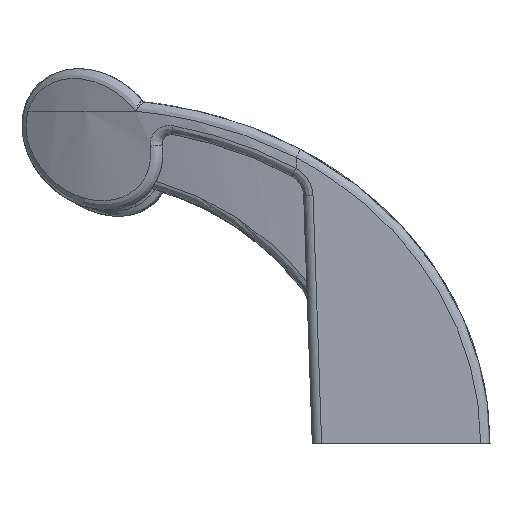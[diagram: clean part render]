
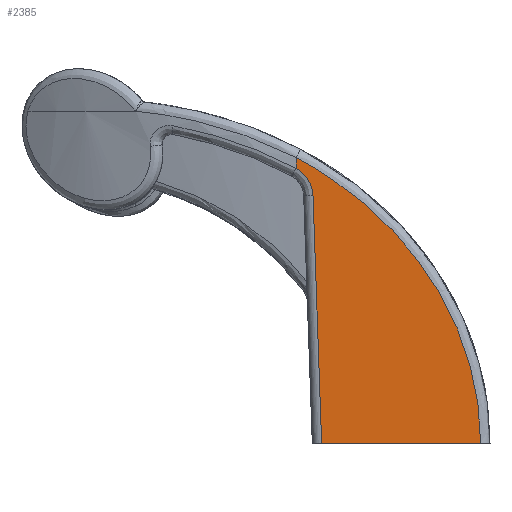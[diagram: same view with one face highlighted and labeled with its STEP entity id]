
A CAD part, left-side view. The second image highlights one B-rep face of the part: STEP entity #2385.
In plain terms, the highlighted planar face has unit normal (-0.999, 0, -0.035).
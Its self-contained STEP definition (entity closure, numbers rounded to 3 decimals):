
#11 = CARTESIAN_POINT ( 'NONE',  ( -118., 2., 0. ) ) ;
#107 = CARTESIAN_POINT ( 'NONE',  ( -118.305, 2.625, 8.742 ) ) ;
#168 = CARTESIAN_POINT ( 'NONE',  ( -118.957, 8.297, 27.402 ) ) ;
#235 = CARTESIAN_POINT ( 'NONE',  ( -119.369, 15.434, 39.19 ) ) ;
#297 = CARTESIAN_POINT ( 'NONE',  ( -119.753, 25.699, 50.203 ) ) ;
#767 = EDGE_CURVE ( 'NONE', #11756, #1501, #3540, .T. ) ;
#972 = DIRECTION ( 'NONE',  ( 0., -1., 0. ) ) ;
#1355 = DIRECTION ( 'NONE',  ( 0.035, 0., -0.999 ) ) ;
#1379 = ORIENTED_EDGE ( 'NONE', *, *, #5299, .T. ) ;
#1501 = VERTEX_POINT ( 'NONE', #11 ) ;
#1523 = CARTESIAN_POINT ( 'NONE',  ( -118.326, 2.713, 9.338 ) ) ;
#1593 = CARTESIAN_POINT ( 'NONE',  ( -118.965, 8.406, 27.629 ) ) ;
#1654 = CARTESIAN_POINT ( 'NONE',  ( -119.482, 18.068, 42.437 ) ) ;
#1714 = CARTESIAN_POINT ( 'NONE',  ( -119.792, 26.958, 51.31 ) ) ;
#1921 = CARTESIAN_POINT ( 'NONE',  ( -120.011, 39.261, 57.587 ) ) ;
#2385 = ADVANCED_FACE ( 'NONE', ( #17590 ), #3190, .T. ) ;
#2741 = CARTESIAN_POINT ( 'NONE',  ( -118., 41.475, 0. ) ) ;
#2872 =( BOUNDED_CURVE ( )  B_SPLINE_CURVE ( 3, ( #6217, #1921, #4771, #16223 ),
 .UNSPECIFIED., .F., .F. ) 
 B_SPLINE_CURVE_WITH_KNOTS ( ( 4, 4 ),
 ( 0.502, 1.536 ),
 .UNSPECIFIED. ) 
 CURVE ( )  GEOMETRIC_REPRESENTATION_ITEM ( )  RATIONAL_B_SPLINE_CURVE ( ( 1., 0.913, 0.913, 1. ) ) 
 REPRESENTATION_ITEM ( '' )  );
#2962 = CARTESIAN_POINT ( 'NONE',  ( -118.469, 3.44, 13.431 ) ) ;
#3021 = CARTESIAN_POINT ( 'NONE',  ( -119.017, 9.136, 29.137 ) ) ;
#3087 = CARTESIAN_POINT ( 'NONE',  ( -119.508, 18.721, 43.195 ) ) ;
#3150 = CARTESIAN_POINT ( 'NONE',  ( -119.903, 31.005, 54.495 ) ) ;
#3190 = PLANE ( 'NONE',  #13272 ) ;
#3540 = LINE ( 'NONE', #17281, #14470 ) ;
#4030 = VECTOR ( 'NONE', #1355, 1000. ) ;
#4335 = CARTESIAN_POINT ( 'NONE',  ( -118., 2., 0. ) ) ;
#4397 = CARTESIAN_POINT ( 'NONE',  ( -118.603, 4.445, 17.274 ) ) ;
#4461 = CARTESIAN_POINT ( 'NONE',  ( -119.174, 11.662, 33.61 ) ) ;
#4484 = LINE ( 'NONE', #2741, #4030 ) ;
#4516 = CARTESIAN_POINT ( 'NONE',  ( -119.561, 20.036, 44.687 ) ) ;
#4572 = CARTESIAN_POINT ( 'NONE',  ( -119.944, 32.629, 55.655 ) ) ;
#4613 = DIRECTION ( 'NONE',  ( -0.999, 0., -0.035 ) ) ;
#4616 = EDGE_LOOP ( 'NONE', ( #18042, #1379, #7698, #8007, #11770 ) ) ;
#4771 = CARTESIAN_POINT ( 'NONE',  ( -119.936, 37.937, 55.435 ) ) ;
#5299 = EDGE_CURVE ( 'NONE', #10933, #8608, #2872, .T. ) ;
#5815 = CARTESIAN_POINT ( 'NONE',  ( -118.71, 5.386, 20.32 ) ) ;
#5879 = CARTESIAN_POINT ( 'NONE',  ( -119.235, 12.786, 35.371 ) ) ;
#5945 = CARTESIAN_POINT ( 'NONE',  ( -119.689, 23.687, 48.376 ) ) ;
#6008 = CARTESIAN_POINT ( 'NONE',  ( -119.956, 33.123, 55.999 ) ) ;
#6217 = CARTESIAN_POINT ( 'NONE',  ( -120.053, 41.475, 58.802 ) ) ;
#6609 = B_SPLINE_CURVE_WITH_KNOTS ( 'NONE', 3,
 ( #4335, #12876, #7185, #17195, #8614, #107, #10059, #1523, #11488, #2962, #12941, #4397, #14373, #5815, #15815, #7249, #17252, #8679, #168, #10122, #1593, #11557, #3021, #13009, #4461, #14439, #5879, #15889, #7312, #17317, #8743, #235, #10182, #1654, #11622, #3087, #13067, #4516, #14501, #5945, #15947, #7375, #17378, #8806, #297, #10251, #1714, #11685, #3150, #13129, #4572, #14565, #6008, #16014, #7431, #17447 ),
 .UNSPECIFIED., .F., .F.,
 ( 4, 1, 1, 1, 2, 2, 1, 2, 2, 1, 1, 1, 1, 1, 2, 2, 1, 1, 1, 1, 2, 2, 1, 1, 1, 2, 2, 1, 1, 1, 1, 1, 2, 2, 1, 1, 1, 2, 2, 4 ),
 ( 0., 0.062, 0.094, 0.109, 0.117, 0.125, 0.187, 0.219, 0.25, 0.312, 0.344, 0.359, 0.367, 0.371, 0.373, 0.375, 0.437, 0.469, 0.484, 0.492, 0.496, 0.5, 0.562, 0.594, 0.609, 0.617, 0.625, 0.687, 0.719, 0.734, 0.742, 0.746, 0.748, 0.75, 0.812, 0.844, 0.859, 0.867, 0.875, 1. ),
 .UNSPECIFIED. ) ;
#7185 = CARTESIAN_POINT ( 'NONE',  ( -118.139, 2.096, 3.985 ) ) ;
#7249 = CARTESIAN_POINT ( 'NONE',  ( -118.879, 7.269, 25.163 ) ) ;
#7312 = CARTESIAN_POINT ( 'NONE',  ( -119.25, 13.061, 35.787 ) ) ;
#7375 = CARTESIAN_POINT ( 'NONE',  ( -119.739, 25.246, 49.801 ) ) ;
#7431 = CARTESIAN_POINT ( 'NONE',  ( -120.08, 38.63, 59.555 ) ) ;
#7698 = ORIENTED_EDGE ( 'NONE', *, *, #8408, .T. ) ;
#8007 = ORIENTED_EDGE ( 'NONE', *, *, #767, .T. ) ;
#8408 = EDGE_CURVE ( 'NONE', #8608, #11756, #9195, .T. ) ;
#8608 = VERTEX_POINT ( 'NONE', #16910 ) ;
#8614 = CARTESIAN_POINT ( 'NONE',  ( -118.285, 2.541, 8.149 ) ) ;
#8679 = CARTESIAN_POINT ( 'NONE',  ( -118.946, 8.146, 27.084 ) ) ;
#8743 = CARTESIAN_POINT ( 'NONE',  ( -119.301, 14.049, 37.264 ) ) ;
#8806 = CARTESIAN_POINT ( 'NONE',  ( -119.751, 25.623, 50.136 ) ) ;
#9195 = LINE ( 'NONE', #16670, #12552 ) ;
#9610 = EDGE_CURVE ( 'NONE', #1501, #13211, #6609, .T. ) ;
#10059 = CARTESIAN_POINT ( 'NONE',  ( -118.319, 2.683, 9.138 ) ) ;
#10122 = CARTESIAN_POINT ( 'NONE',  ( -118.962, 8.362, 27.539 ) ) ;
#10182 = CARTESIAN_POINT ( 'NONE',  ( -119.445, 17.17, 41.367 ) ) ;
#10251 = CARTESIAN_POINT ( 'NONE',  ( -119.754, 25.738, 50.237 ) ) ;
#10933 = VERTEX_POINT ( 'NONE', #11582 ) ;
#11488 = CARTESIAN_POINT ( 'NONE',  ( -118.388, 2.987, 11.099 ) ) ;
#11557 = CARTESIAN_POINT ( 'NONE',  ( -118.966, 8.429, 27.676 ) ) ;
#11582 = CARTESIAN_POINT ( 'NONE',  ( -120.053, 41.475, 58.802 ) ) ;
#11622 = CARTESIAN_POINT ( 'NONE',  ( -119.498, 18.459, 42.892 ) ) ;
#11685 = CARTESIAN_POINT ( 'NONE',  ( -119.845, 28.784, 52.821 ) ) ;
#11756 = VERTEX_POINT ( 'NONE', #15445 ) ;
#11770 = ORIENTED_EDGE ( 'NONE', *, *, #9610, .T. ) ;
#12406 = DIRECTION ( 'NONE',  ( 0.035, -0.035, -0.999 ) ) ;
#12552 = VECTOR ( 'NONE', #12406, 1000. ) ;
#12876 = CARTESIAN_POINT ( 'NONE',  ( -118.056, 2.002, 1.596 ) ) ;
#12941 = CARTESIAN_POINT ( 'NONE',  ( -118.55, 4.025, 15.74 ) ) ;
#13009 = CARTESIAN_POINT ( 'NONE',  ( -119.091, 10.24, 31.228 ) ) ;
#13067 = CARTESIAN_POINT ( 'NONE',  ( -119.514, 18.855, 43.347 ) ) ;
#13129 = CARTESIAN_POINT ( 'NONE',  ( -119.931, 32.138, 55.311 ) ) ;
#13211 = VERTEX_POINT ( 'NONE', #17261 ) ;
#13272 = AXIS2_PLACEMENT_3D ( 'NONE', #14541, #4613, #14608 ) ;
#14373 = CARTESIAN_POINT ( 'NONE',  ( -118.63, 4.67, 18.039 ) ) ;
#14439 = CARTESIAN_POINT ( 'NONE',  ( -119.215, 12.406, 34.786 ) ) ;
#14470 = VECTOR ( 'NONE', #972, 1000. ) ;
#14501 = CARTESIAN_POINT ( 'NONE',  ( -119.621, 21.672, 46.427 ) ) ;
#14541 = CARTESIAN_POINT ( 'NONE',  ( -118., 0., 0. ) ) ;
#14565 = CARTESIAN_POINT ( 'NONE',  ( -119.952, 32.957, 55.884 ) ) ;
#14608 = DIRECTION ( 'NONE',  ( -0.035, 0., 0.999 ) ) ;
#15445 = CARTESIAN_POINT ( 'NONE',  ( -118., 36.001, 0. ) ) ;
#15815 = CARTESIAN_POINT ( 'NONE',  ( -118.788, 6.187, 22.576 ) ) ;
#15889 = CARTESIAN_POINT ( 'NONE',  ( -119.244, 12.951, 35.621 ) ) ;
#15947 = CARTESIAN_POINT ( 'NONE',  ( -119.723, 24.722, 49.33 ) ) ;
#16014 = CARTESIAN_POINT ( 'NONE',  ( -120.022, 35.901, 57.906 ) ) ;
#16223 = CARTESIAN_POINT ( 'NONE',  ( -119.848, 37.849, 52.911 ) ) ;
#16670 = CARTESIAN_POINT ( 'NONE',  ( -118.002, 36.004, 0.07 ) ) ;
#16910 = CARTESIAN_POINT ( 'NONE',  ( -119.848, 37.849, 52.911 ) ) ;
#17195 = CARTESIAN_POINT ( 'NONE',  ( -118.236, 2.366, 6.762 ) ) ;
#17252 = CARTESIAN_POINT ( 'NONE',  ( -118.923, 7.847, 26.445 ) ) ;
#17261 = CARTESIAN_POINT ( 'NONE',  ( -120.132, 41.475, 61.06 ) ) ;
#17281 = CARTESIAN_POINT ( 'NONE',  ( -118., 0., 0. ) ) ;
#17317 = CARTESIAN_POINT ( 'NONE',  ( -119.253, 13.117, 35.871 ) ) ;
#17378 = CARTESIAN_POINT ( 'NONE',  ( -119.747, 25.51, 50.036 ) ) ;
#17447 = CARTESIAN_POINT ( 'NONE',  ( -120.132, 41.475, 61.06 ) ) ;
#17590 = FACE_OUTER_BOUND ( 'NONE', #4616, .T. ) ;
#17712 = EDGE_CURVE ( 'NONE', #13211, #10933, #4484, .T. ) ;
#18042 = ORIENTED_EDGE ( 'NONE', *, *, #17712, .T. ) ;
